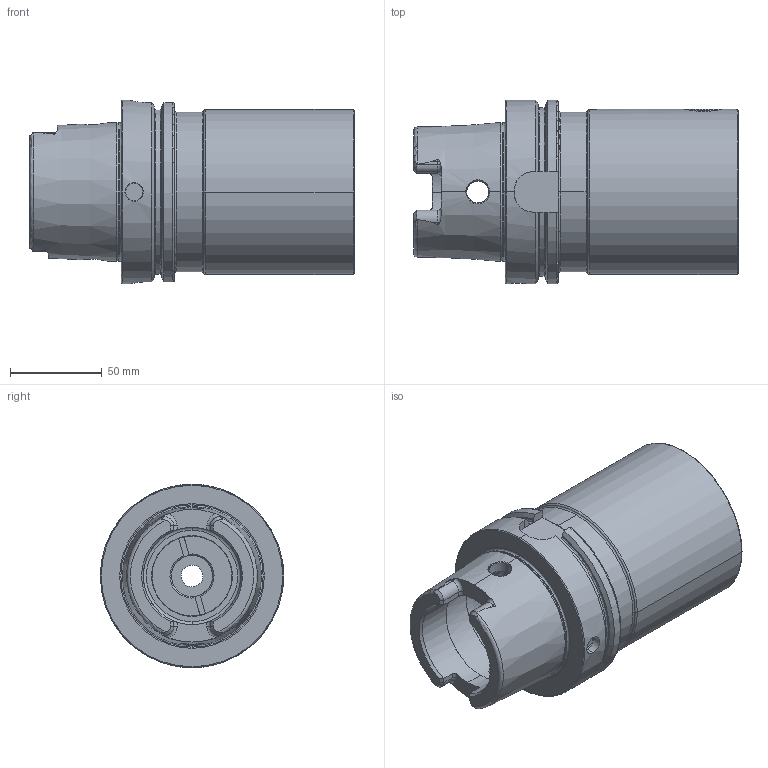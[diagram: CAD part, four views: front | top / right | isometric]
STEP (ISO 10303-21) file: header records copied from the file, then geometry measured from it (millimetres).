
FILE_DESCRIPTION (( 'STEP AP203' ), '1' );
FILE_NAME ('HA0-ST7.K01.127.STEP', '2016-02-12T09:27:52', ( 'SWIAdmin' ), ( 'Hewlett-Packard Company' ), 'SwSTEP 2.0', 'SolidWorks 2015', '' );
FILE_SCHEMA (( 'CONFIG_CONTROL_DESIGN' ));
Length unit declared in the file: millimetre
Products named in the file (4): HA0-ST7.K01.127_A_Fertigbearbeitung; ST7-ER1.001.029_A; ST7-ER4.002.020_A; HA0-ST7.K01.127
Assembly tree (3 placements, depth 2):
  HA0-ST7.K01.127
    HA0-ST7.K01.127_A_Fertigbearbeitung
    ST7-ER1.001.029_A
    ST7-ER4.002.020_A
Bounding box: 176.9 x 100 x 100 mm (x, y, z)
Volume: 745133.8 mm3; surface area: 99844 mm2
Topology: 3 solids, 3 shells, 253 faces, 643 edges, 395 vertices
Faces by surface type: cylinder 71, plane 70, torus 60, cone 44, bspline 8
Entity records: 10017 total; most frequent: CARTESIAN_POINT 3614, ORIENTED_EDGE 1282, DIRECTION 1266, EDGE_CURVE 641, AXIS2_PLACEMENT_3D 524, VERTEX_POINT 395, CIRCLE 273, EDGE_LOOP 264
